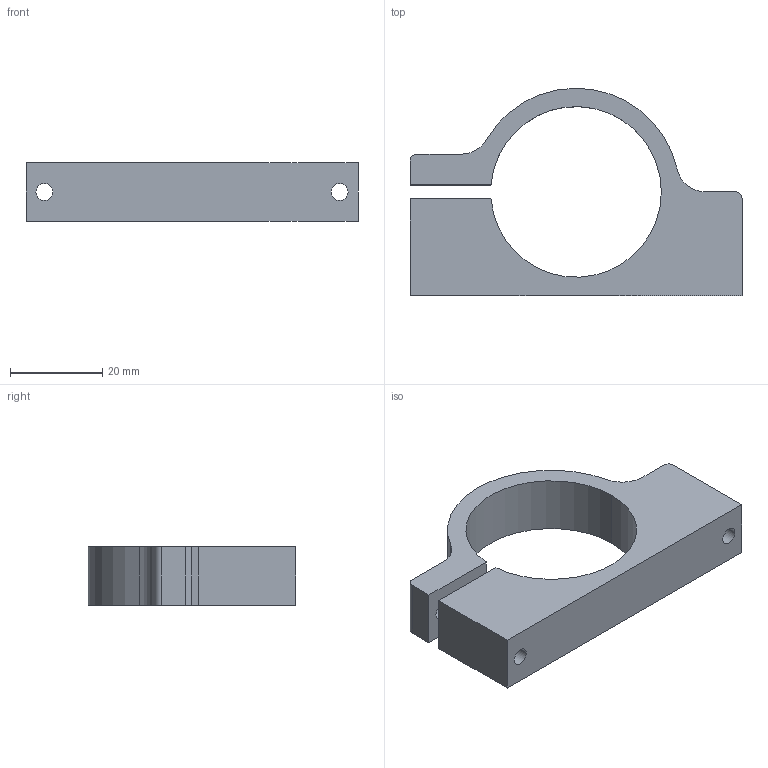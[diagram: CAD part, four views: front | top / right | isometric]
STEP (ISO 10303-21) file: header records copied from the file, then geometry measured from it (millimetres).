
FILE_DESCRIPTION (( 'STEP AP214' ), '1' );
FILE_NAME ('39089_TXM-MotorMount.STEP', '2017-01-16T14:33:19', ( '' ), ( '' ), 'SwSTEP 2.0', 'SolidWorks 2016', '' );
FILE_SCHEMA (( 'AUTOMOTIVE_DESIGN' ));
Length unit declared in the file: millimetre
Products named in the file (2): 39089_TXM-MotorMount
Bounding box: 72 x 44.98 x 12.7 mm (x, y, z)
Volume: 17347.3 mm3; surface area: 7871.8 mm2
Topology: 1 solids, 1 shells, 23 faces, 63 edges, 42 vertices
Faces by surface type: cylinder 13, plane 10
Entity records: 804 total; most frequent: DIRECTION 139, CARTESIAN_POINT 130, ORIENTED_EDGE 126, EDGE_CURVE 63, AXIS2_PLACEMENT_3D 51, VERTEX_POINT 42, VECTOR 37, LINE 37
